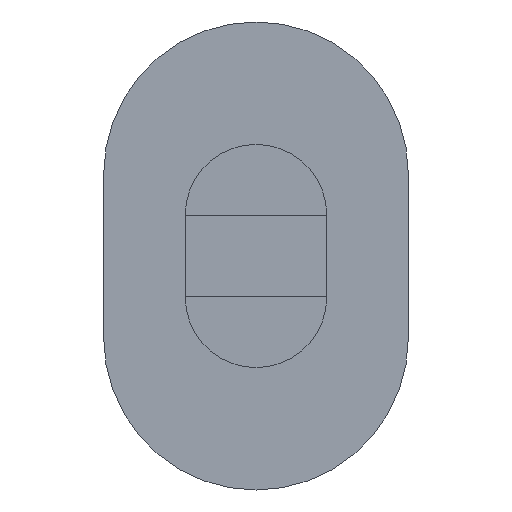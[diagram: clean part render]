
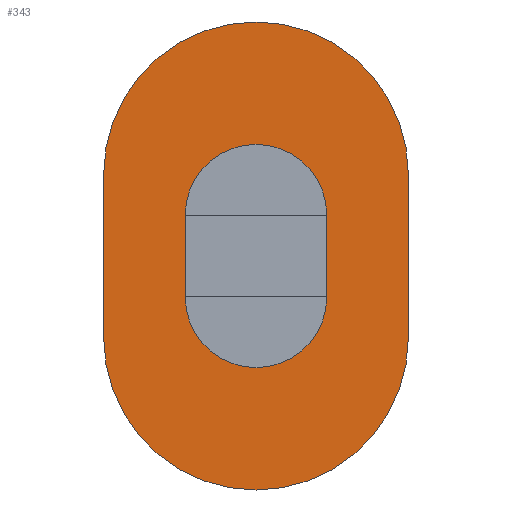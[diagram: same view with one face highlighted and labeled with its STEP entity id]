
A CAD part, front view. The second image highlights one B-rep face of the part: STEP entity #343.
In plain terms, the highlighted planar face has unit normal (0, -1, 0).
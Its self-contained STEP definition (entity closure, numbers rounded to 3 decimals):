
#15 = VECTOR ( 'NONE', #281, 1000. ) ;
#25 = VERTEX_POINT ( 'NONE', #903 ) ;
#28 = ORIENTED_EDGE ( 'NONE', *, *, #1070, .F. ) ;
#39 = CIRCLE ( 'NONE', #383, 1.3 ) ;
#58 = DIRECTION ( 'NONE',  ( 0., 0., 1. ) ) ;
#143 = AXIS2_PLACEMENT_3D ( 'NONE', #829, #727, #616 ) ;
#146 = FACE_BOUND ( 'NONE', #250, .T. ) ;
#153 = DIRECTION ( 'NONE',  ( 0., 0., 1. ) ) ;
#218 = CARTESIAN_POINT ( 'NONE',  ( 0., 0., -0.75 ) ) ;
#221 = CARTESIAN_POINT ( 'NONE',  ( 0., 0., -3. ) ) ;
#246 = EDGE_CURVE ( 'NONE', #25, #335, #39, .T. ) ;
#250 = EDGE_LOOP ( 'NONE', ( #888, #315, #28, #618, #420 ) ) ;
#258 = DIRECTION ( 'NONE',  ( 0., -1., 0. ) ) ;
#264 = DIRECTION ( 'NONE',  ( 0., 0., 1. ) ) ;
#266 = EDGE_CURVE ( 'NONE', #791, #286, #875, .T. ) ;
#281 = DIRECTION ( 'NONE',  ( 0., 0., -1. ) ) ;
#286 = VERTEX_POINT ( 'NONE', #456 ) ;
#293 = CARTESIAN_POINT ( 'NONE',  ( 0., 0., -2.25 ) ) ;
#301 = EDGE_CURVE ( 'NONE', #788, #951, #629, .T. ) ;
#306 = DIRECTION ( 'NONE',  ( 0., 0., 1. ) ) ;
#315 = ORIENTED_EDGE ( 'NONE', *, *, #246, .F. ) ;
#335 = VERTEX_POINT ( 'NONE', #339 ) ;
#338 = LINE ( 'NONE', #345, #1071 ) ;
#339 = CARTESIAN_POINT ( 'NONE',  ( -1.3, 0., -0.75 ) ) ;
#343 = ADVANCED_FACE ( 'NONE', ( #664, #146 ), #997, .F. ) ;
#345 = CARTESIAN_POINT ( 'NONE',  ( 2.8, 0., 0. ) ) ;
#346 = DIRECTION ( 'NONE',  ( 0., 0., 1. ) ) ;
#352 = DIRECTION ( 'NONE',  ( 0., 1., 0. ) ) ;
#369 = DIRECTION ( 'NONE',  ( 0., 0., 1. ) ) ;
#383 = AXIS2_PLACEMENT_3D ( 'NONE', #218, #842, #306 ) ;
#395 = CARTESIAN_POINT ( 'NONE',  ( -1.3, 0., -2.25 ) ) ;
#403 = CARTESIAN_POINT ( 'NONE',  ( -2.8, 0., 0. ) ) ;
#408 = EDGE_CURVE ( 'NONE', #439, #837, #486, .T. ) ;
#420 = ORIENTED_EDGE ( 'NONE', *, *, #1026, .F. ) ;
#424 = EDGE_CURVE ( 'NONE', #335, #1294, #913, .T. ) ;
#427 = VECTOR ( 'NONE', #58, 1000. ) ;
#439 = VERTEX_POINT ( 'NONE', #473 ) ;
#447 = DIRECTION ( 'NONE',  ( 0., 1., 0. ) ) ;
#456 = CARTESIAN_POINT ( 'NONE',  ( 0., 0., -5.8 ) ) ;
#473 = CARTESIAN_POINT ( 'NONE',  ( 1.3, 0., -2.25 ) ) ;
#484 = VERTEX_POINT ( 'NONE', #1131 ) ;
#486 = LINE ( 'NONE', #579, #427 ) ;
#496 = CIRCLE ( 'NONE', #1158, 1.3 ) ;
#579 = CARTESIAN_POINT ( 'NONE',  ( 1.3, 0., -0.75 ) ) ;
#598 = AXIS2_PLACEMENT_3D ( 'NONE', #1073, #352, #346 ) ;
#616 = DIRECTION ( 'NONE',  ( 0., 0., 1. ) ) ;
#618 = ORIENTED_EDGE ( 'NONE', *, *, #408, .F. ) ;
#629 = CIRCLE ( 'NONE', #598, 2.8 ) ;
#630 = EDGE_CURVE ( 'NONE', #484, #788, #1260, .T. ) ;
#639 = CARTESIAN_POINT ( 'NONE',  ( 0., 0., -0.75 ) ) ;
#659 = DIRECTION ( 'NONE',  ( 0., 0., -1. ) ) ;
#664 = FACE_OUTER_BOUND ( 'NONE', #857, .T. ) ;
#675 = ORIENTED_EDGE ( 'NONE', *, *, #266, .F. ) ;
#713 = DIRECTION ( 'NONE',  ( 0., -1., 0. ) ) ;
#727 = DIRECTION ( 'NONE',  ( 0., 1., 0. ) ) ;
#743 = EDGE_CURVE ( 'NONE', #951, #791, #338, .T. ) ;
#788 = VERTEX_POINT ( 'NONE', #1330 ) ;
#791 = VERTEX_POINT ( 'NONE', #1130 ) ;
#826 = DIRECTION ( 'NONE',  ( 0., 0., 1. ) ) ;
#829 = CARTESIAN_POINT ( 'NONE',  ( 0., 0., -3. ) ) ;
#837 = VERTEX_POINT ( 'NONE', #919 ) ;
#842 = DIRECTION ( 'NONE',  ( 0., -1., 0. ) ) ;
#857 = EDGE_LOOP ( 'NONE', ( #1299, #1281, #1238, #675, #1171 ) ) ;
#874 = CIRCLE ( 'NONE', #1007, 2.8 ) ;
#875 = CIRCLE ( 'NONE', #143, 2.8 ) ;
#888 = ORIENTED_EDGE ( 'NONE', *, *, #424, .F. ) ;
#903 = CARTESIAN_POINT ( 'NONE',  ( 0., 0., 0.55 ) ) ;
#913 = LINE ( 'NONE', #1331, #15 ) ;
#919 = CARTESIAN_POINT ( 'NONE',  ( 1.3, 0., -0.75 ) ) ;
#951 = VERTEX_POINT ( 'NONE', #1028 ) ;
#997 = PLANE ( 'NONE',  #1271 ) ;
#1006 = VECTOR ( 'NONE', #826, 1000. ) ;
#1007 = AXIS2_PLACEMENT_3D ( 'NONE', #221, #1201, #369 ) ;
#1026 = EDGE_CURVE ( 'NONE', #1294, #439, #496, .T. ) ;
#1028 = CARTESIAN_POINT ( 'NONE',  ( 2.8, 0., 0. ) ) ;
#1060 = EDGE_CURVE ( 'NONE', #286, #484, #874, .T. ) ;
#1070 = EDGE_CURVE ( 'NONE', #837, #25, #1182, .T. ) ;
#1071 = VECTOR ( 'NONE', #659, 1000. ) ;
#1073 = CARTESIAN_POINT ( 'NONE',  ( 0., 0., 0. ) ) ;
#1099 = CARTESIAN_POINT ( 'NONE',  ( 0., 0., 0. ) ) ;
#1130 = CARTESIAN_POINT ( 'NONE',  ( 2.8, 0., -3. ) ) ;
#1131 = CARTESIAN_POINT ( 'NONE',  ( -2.8, 0., -3. ) ) ;
#1137 = DIRECTION ( 'NONE',  ( 0., 0., -1. ) ) ;
#1158 = AXIS2_PLACEMENT_3D ( 'NONE', #293, #713, #1137 ) ;
#1171 = ORIENTED_EDGE ( 'NONE', *, *, #743, .F. ) ;
#1182 = CIRCLE ( 'NONE', #1357, 1.3 ) ;
#1201 = DIRECTION ( 'NONE',  ( 0., 1., 0. ) ) ;
#1238 = ORIENTED_EDGE ( 'NONE', *, *, #1060, .F. ) ;
#1260 = LINE ( 'NONE', #403, #1006 ) ;
#1271 = AXIS2_PLACEMENT_3D ( 'NONE', #1099, #447, #153 ) ;
#1281 = ORIENTED_EDGE ( 'NONE', *, *, #630, .F. ) ;
#1294 = VERTEX_POINT ( 'NONE', #395 ) ;
#1299 = ORIENTED_EDGE ( 'NONE', *, *, #301, .F. ) ;
#1330 = CARTESIAN_POINT ( 'NONE',  ( -2.8, 0., 0. ) ) ;
#1331 = CARTESIAN_POINT ( 'NONE',  ( -1.3, 0., -0.75 ) ) ;
#1357 = AXIS2_PLACEMENT_3D ( 'NONE', #639, #258, #264 ) ;
